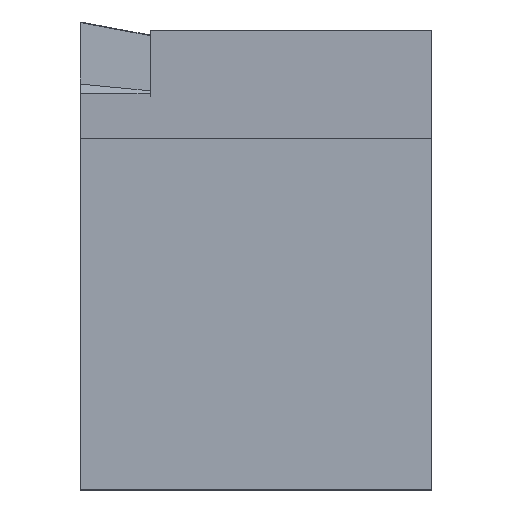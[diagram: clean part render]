
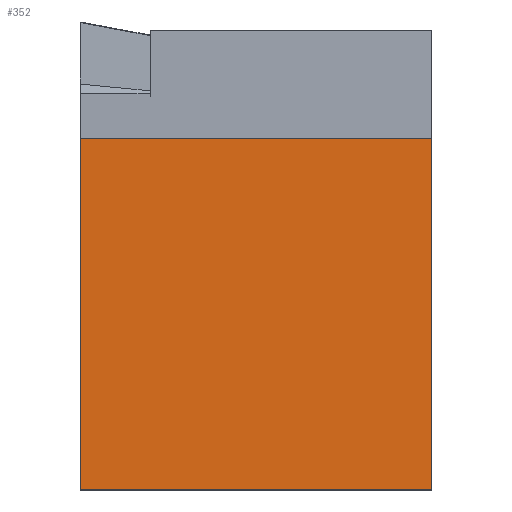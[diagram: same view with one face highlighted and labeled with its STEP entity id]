
A CAD part, left-side view. The second image highlights one B-rep face of the part: STEP entity #352.
In plain terms, the highlighted face is planar.
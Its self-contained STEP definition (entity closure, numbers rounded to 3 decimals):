
#112=DIRECTION('',(0.,1.,0.));
#113=VECTOR('',#112,12.);
#114=CARTESIAN_POINT('',(0.,0.,0.));
#115=LINE('',#114,#113);
#119=DIRECTION('',(1.,0.,0.));
#120=VECTOR('',#119,12.);
#121=CARTESIAN_POINT('',(0.,12.,0.));
#122=LINE('',#121,#120);
#126=DIRECTION('',(0.,-1.,0.));
#127=VECTOR('',#126,12.);
#128=CARTESIAN_POINT('',(12.,12.,0.));
#129=LINE('',#128,#127);
#133=DIRECTION('',(-1.,0.,0.));
#134=VECTOR('',#133,12.);
#135=CARTESIAN_POINT('',(12.,0.,0.));
#136=LINE('',#135,#134);
#301=CARTESIAN_POINT('',(12.,0.,0.));
#302=CARTESIAN_POINT('',(0.,0.,0.));
#303=VERTEX_POINT('',#301);
#304=VERTEX_POINT('',#302);
#305=CARTESIAN_POINT('',(12.,12.,0.));
#306=VERTEX_POINT('',#305);
#307=CARTESIAN_POINT('',(0.,12.,0.));
#308=VERTEX_POINT('',#307);
#337=CARTESIAN_POINT('',(0.,0.,0.));
#338=DIRECTION('',(0.,0.,-1.));
#339=DIRECTION('',(0.,1.,0.));
#340=AXIS2_PLACEMENT_3D('',#337,#338,#339);
#341=PLANE('',#340);
#343=ORIENTED_EDGE('',*,*,#342,.T.);
#345=ORIENTED_EDGE('',*,*,#344,.T.);
#347=ORIENTED_EDGE('',*,*,#346,.T.);
#349=ORIENTED_EDGE('',*,*,#348,.T.);
#350=EDGE_LOOP('',(#343,#345,#347,#349));
#351=FACE_OUTER_BOUND('',#350,.F.);
#342=EDGE_CURVE('',#304,#308,#115,.T.);
#344=EDGE_CURVE('',#308,#306,#122,.T.);
#346=EDGE_CURVE('',#306,#303,#129,.T.);
#348=EDGE_CURVE('',#303,#304,#136,.T.);
#352=ADVANCED_FACE('',(#351),#341,.F.);
